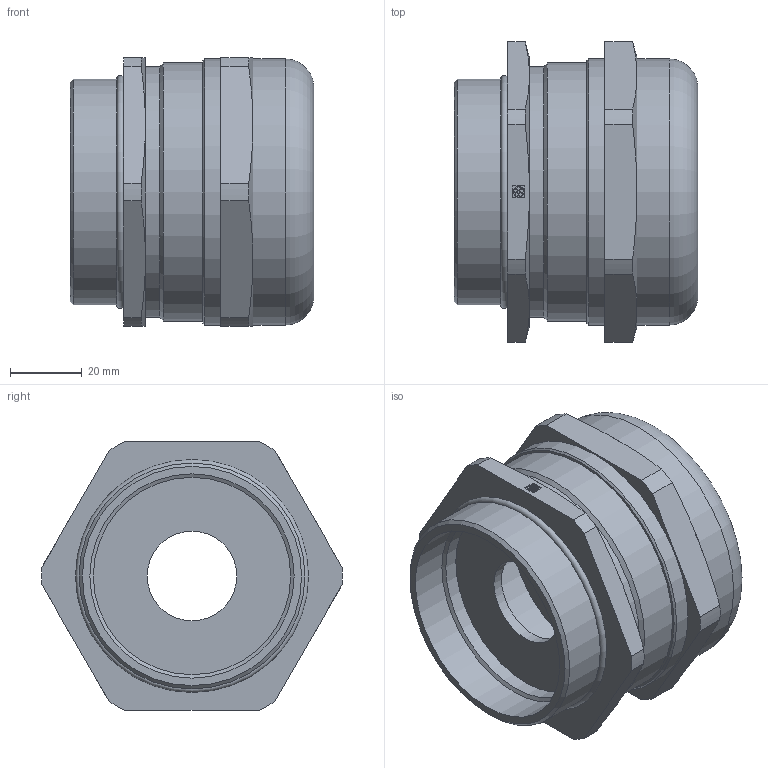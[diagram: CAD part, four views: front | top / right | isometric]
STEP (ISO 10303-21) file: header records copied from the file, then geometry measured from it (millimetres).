
FILE_DESCRIPTION( ( 'STEP AP214' ), '1' );
FILE_NAME( 'SKINTOP MS-M BRUSH M 63x1,5 plus Art. Nr. 53112681(F=44,G=25).stp', '2020-06-03T10:31:49', ( 'License CC BY-ND 4.0' ), ( 'CADENAS' ), ' ', 'PARTsolutions', ' ' );
FILE_SCHEMA( ( 'AUTOMOTIVE_DESIGN { 1 0 10303 214 1 1 1 1 }' ) );
Length unit declared in the file: millimetre
Products named in the file (1): _SKINTOP MS-M BRUSH M 63x1,5 plus      Art. Nr. 53112681(F=44,G=25)
Bounding box: 68 x 83.88 x 75 mm (x, y, z)
Volume: 132692.4 mm3; surface area: 39443.1 mm2
Topology: 1 solids, 1 shells, 92 faces, 215 edges, 136 vertices
Faces by surface type: plane 39, cylinder 33, cone 17, torus 3
Full cylindrical faces by diameter (mm): 25 x1, 44 x1, 55.04 x3, 57 x1, 63 x1, 70 x1, 72 x1, 74.25 x2
Entity records: 3372 total; most frequent: CARTESIAN_POINT 554, DIRECTION 442, ORIENTED_EDGE 392, EDGE_CURVE 196, AXIS2_PLACEMENT_3D 177, VERTEX_POINT 137, EDGE_LOOP 124, FACE_OUTER_BOUND 106
